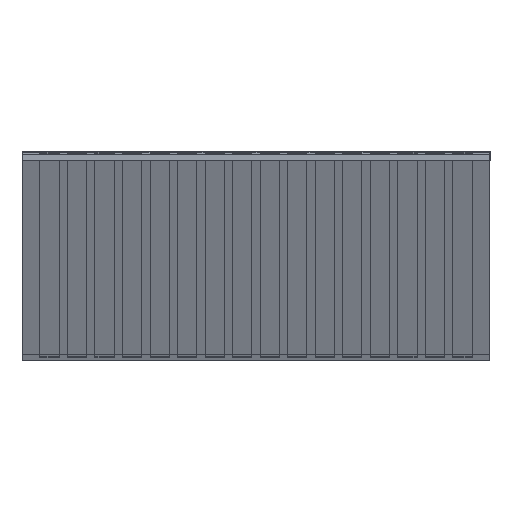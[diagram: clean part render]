
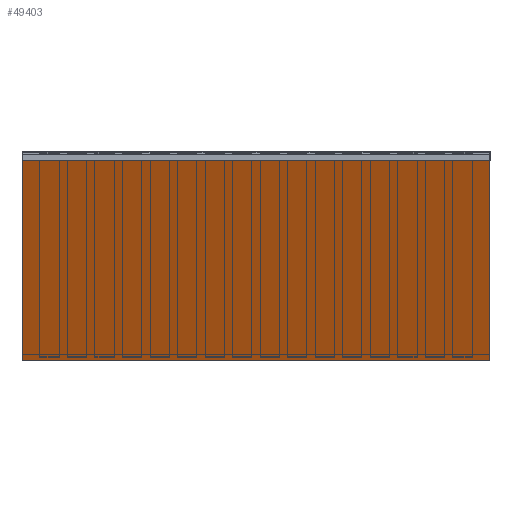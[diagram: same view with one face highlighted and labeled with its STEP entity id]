
A CAD part, left-side view. The second image highlights one B-rep face of the part: STEP entity #49403.
In plain terms, the highlighted planar face has unit normal (-0.913, 0, -0.407).
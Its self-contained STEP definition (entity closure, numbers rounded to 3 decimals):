
#710=ORIENTED_EDGE('',*,*,#11156,.T.);
#711=ORIENTED_EDGE('',*,*,#11580,.F.);
#712=ORIENTED_EDGE('',*,*,#11328,.F.);
#713=ORIENTED_EDGE('',*,*,#11582,.T.);
#11156=EDGE_CURVE('',#16635,#16634,#20262,.T.);
#11328=EDGE_CURVE('',#16804,#16805,#20434,.T.);
#11580=EDGE_CURVE('',#16805,#16634,#20686,.T.);
#11582=EDGE_CURVE('',#16804,#16635,#20688,.T.);
#16634=VERTEX_POINT('',#62250);
#16635=VERTEX_POINT('',#62252);
#16804=VERTEX_POINT('',#62594);
#16805=VERTEX_POINT('',#62596);
#20262=LINE('',#62251,#25739);
#20434=LINE('',#62595,#25911);
#20686=LINE('',#63081,#26163);
#20688=LINE('',#63086,#26165);
#25739=VECTOR('',#53069,1000.);
#25911=VECTOR('',#53245,1000.);
#26163=VECTOR('',#53583,1000.);
#26165=VECTOR('',#53591,1000.);
#31202=EDGE_LOOP('',(#710,#711,#712,#713));
#33022=FACE_BOUND('',#31202,.T.);
#34842=PLANE('',#51230);
#49403=ADVANCED_FACE('',(#33022),#34842,.F.);
#51230=AXIS2_PLACEMENT_3D('',#63085,#53589,#53590);
#53069=DIRECTION('',(-0.407,0.,0.913));
#53245=DIRECTION('',(-0.407,0.,0.913));
#53583=DIRECTION('',(0.,-1.,0.));
#53589=DIRECTION('',(0.913,0.,0.407));
#53590=DIRECTION('',(0.407,0.,-0.913));
#53591=DIRECTION('',(0.,-1.,0.));
#62250=CARTESIAN_POINT('',(35.04,0.,-0.167));
#62251=CARTESIAN_POINT('',(35.04,0.,-0.167));
#62252=CARTESIAN_POINT('',(38.34,0.,-7.575));
#62594=CARTESIAN_POINT('',(38.34,17.,-7.575));
#62595=CARTESIAN_POINT('',(35.04,17.,-0.167));
#62596=CARTESIAN_POINT('',(35.04,17.,-0.167));
#63081=CARTESIAN_POINT('',(35.04,17.,-0.167));
#63085=CARTESIAN_POINT('',(35.04,17.,-0.167));
#63086=CARTESIAN_POINT('',(38.34,17.,-7.575));
